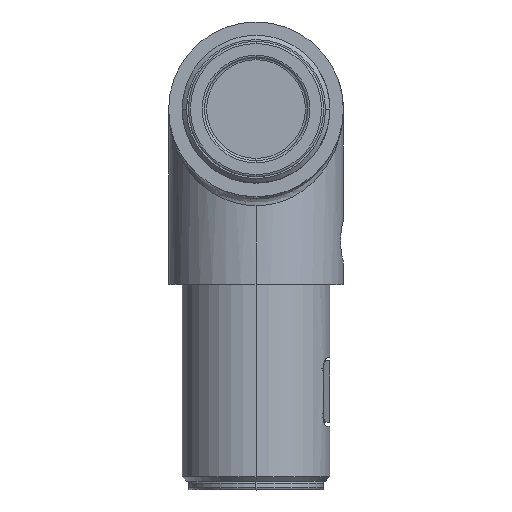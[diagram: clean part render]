
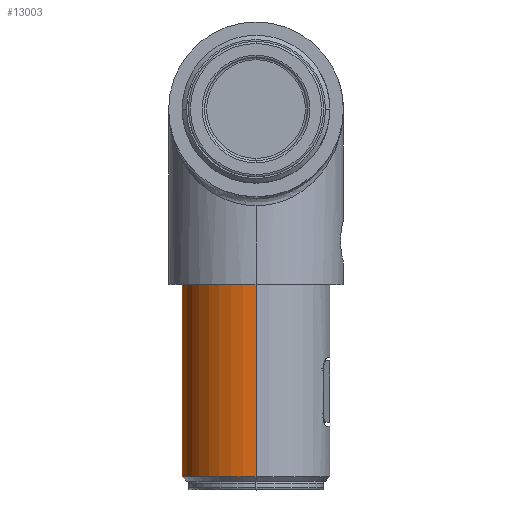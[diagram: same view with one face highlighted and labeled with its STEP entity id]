
A CAD part, top view. The second image highlights one B-rep face of the part: STEP entity #13003.
In plain terms, the highlighted cylindrical face has radius 16.9 mm (diameter 33.8 mm), a partial arc.
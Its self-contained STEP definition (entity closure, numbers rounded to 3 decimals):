
#138 = AXIS2_PLACEMENT_3D ( 'NONE', #2892, #2890, #2888 ) ;
#151 = DIRECTION ( 'NONE',  ( 0., 1., 0. ) ) ;
#190 = CARTESIAN_POINT ( 'NONE',  ( 0., -85., -16.9 ) ) ;
#363 = AXIS2_PLACEMENT_3D ( 'NONE', #3340, #3338, #3336 ) ;
#364 = AXIS2_PLACEMENT_3D ( 'NONE', #3343, #3342, #3341 ) ;
#618 = CARTESIAN_POINT ( 'NONE',  ( 0., -40., -16.9 ) ) ;
#626 = CARTESIAN_POINT ( 'NONE',  ( 0., -40., 16.9 ) ) ;
#692 = CARTESIAN_POINT ( 'NONE',  ( 0., -84., 16.9 ) ) ;
#840 = CARTESIAN_POINT ( 'NONE',  ( 0., -84., -16.9 ) ) ;
#2888 = DIRECTION ( 'NONE',  ( 0., 0., 1. ) ) ;
#2890 = DIRECTION ( 'NONE',  ( 0., 1., 0. ) ) ;
#2892 = CARTESIAN_POINT ( 'NONE',  ( 0., -85., 0. ) ) ;
#3008 = CIRCLE ( 'NONE', #364, 16.9 ) ;
#3009 = CIRCLE ( 'NONE', #363, 16.9 ) ;
#3336 = DIRECTION ( 'NONE',  ( 0., 0., 1. ) ) ;
#3338 = DIRECTION ( 'NONE',  ( 0., -1., 0. ) ) ;
#3340 = CARTESIAN_POINT ( 'NONE',  ( 0., -40., 0. ) ) ;
#3341 = DIRECTION ( 'NONE',  ( 0., 0., -1. ) ) ;
#3342 = DIRECTION ( 'NONE',  ( 0., 1., 0. ) ) ;
#3343 = CARTESIAN_POINT ( 'NONE',  ( 0., -84., 0. ) ) ;
#3798 = VECTOR ( 'NONE', #151, 1000. ) ;
#3799 = LINE ( 'NONE', #4888, #3811 ) ;
#3800 = LINE ( 'NONE', #190, #3798 ) ;
#3811 = VECTOR ( 'NONE', #4892, 1000. ) ;
#4004 = FACE_OUTER_BOUND ( 'NONE', #13160, .T. ) ;
#4013 = CYLINDRICAL_SURFACE ( 'NONE', #138, 16.9 ) ;
#4730 = EDGE_CURVE ( 'NONE', #5606, #5595, #3008, .T. ) ;
#4731 = EDGE_CURVE ( 'NONE', #5728, #5737, #3009, .T. ) ;
#4888 = CARTESIAN_POINT ( 'NONE',  ( 0., -85., 16.9 ) ) ;
#4892 = DIRECTION ( 'NONE',  ( 0., 1., 0. ) ) ;
#5595 = VERTEX_POINT ( 'NONE', #692 ) ;
#5606 = VERTEX_POINT ( 'NONE', #840 ) ;
#5728 = VERTEX_POINT ( 'NONE', #626 ) ;
#5737 = VERTEX_POINT ( 'NONE', #618 ) ;
#9180 = ORIENTED_EDGE ( 'NONE', *, *, #4731, .T. ) ;
#9181 = ORIENTED_EDGE ( 'NONE', *, *, #10664, .T. ) ;
#9182 = ORIENTED_EDGE ( 'NONE', *, *, #4730, .T. ) ;
#9183 = ORIENTED_EDGE ( 'NONE', *, *, #10657, .F. ) ;
#10657 = EDGE_CURVE ( 'NONE', #5606, #5737, #3800, .T. ) ;
#10664 = EDGE_CURVE ( 'NONE', #5595, #5728, #3799, .T. ) ;
#13003 = ADVANCED_FACE ( 'NONE', ( #4004 ), #4013, .T. ) ;
#13160 = EDGE_LOOP ( 'NONE', ( #9183, #9182, #9181, #9180 ) ) ;
